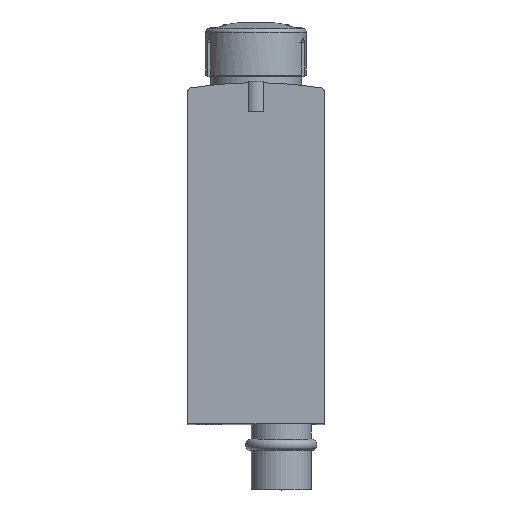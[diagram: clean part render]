
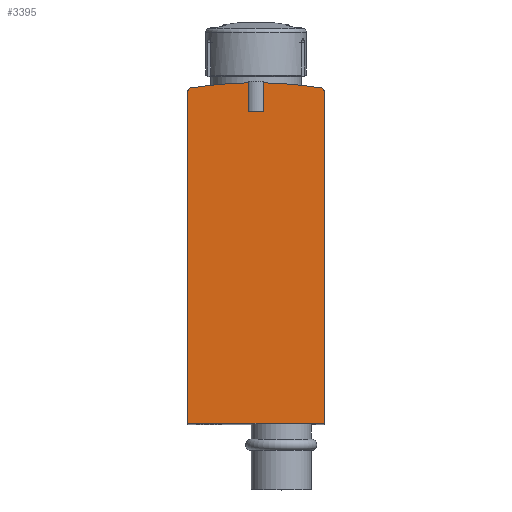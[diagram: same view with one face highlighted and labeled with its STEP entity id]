
A CAD part, top view. The second image highlights one B-rep face of the part: STEP entity #3395.
In plain terms, the highlighted planar face has unit normal (0, 0, 1).
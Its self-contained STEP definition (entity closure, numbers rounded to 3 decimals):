
#63=PLANE('',#3580);
#121=CIRCLE('',#3513,55.3);
#123=CIRCLE('',#3515,55.3);
#153=CIRCLE('',#3572,0.5);
#155=CIRCLE('',#3577,0.5);
#465=ORIENTED_EDGE('',*,*,#1115,.F.);
#466=ORIENTED_EDGE('',*,*,#1030,.T.);
#467=ORIENTED_EDGE('',*,*,#1105,.T.);
#468=ORIENTED_EDGE('',*,*,#1108,.T.);
#469=ORIENTED_EDGE('',*,*,#1075,.T.);
#470=ORIENTED_EDGE('',*,*,#1110,.T.);
#471=ORIENTED_EDGE('',*,*,#1113,.T.);
#472=ORIENTED_EDGE('',*,*,#1026,.T.);
#473=ORIENTED_EDGE('',*,*,#1116,.F.);
#474=ORIENTED_EDGE('',*,*,#1117,.T.);
#1026=EDGE_CURVE('',#1392,#1391,#121,.T.);
#1030=EDGE_CURVE('',#1389,#1395,#123,.T.);
#1075=EDGE_CURVE('',#1427,#1430,#1663,.T.);
#1105=EDGE_CURVE('',#1395,#1447,#153,.T.);
#1108=EDGE_CURVE('',#1447,#1427,#1681,.T.);
#1110=EDGE_CURVE('',#1430,#1449,#1683,.T.);
#1113=EDGE_CURVE('',#1449,#1392,#155,.T.);
#1115=EDGE_CURVE('',#1389,#1451,#1686,.T.);
#1116=EDGE_CURVE('',#1452,#1391,#1687,.T.);
#1117=EDGE_CURVE('',#1452,#1451,#1688,.T.);
#1389=VERTEX_POINT('',#4509);
#1391=VERTEX_POINT('',#4519);
#1392=VERTEX_POINT('',#4521);
#1395=VERTEX_POINT('',#4527);
#1427=VERTEX_POINT('',#4632);
#1430=VERTEX_POINT('',#4639);
#1447=VERTEX_POINT('',#4706);
#1449=VERTEX_POINT('',#4715);
#1451=VERTEX_POINT('',#4725);
#1452=VERTEX_POINT('',#4727);
#1663=LINE('',#4640,#1856);
#1681=LINE('',#4711,#1874);
#1683=LINE('',#4714,#1876);
#1686=LINE('',#4724,#1879);
#1687=LINE('',#4726,#1880);
#1688=LINE('',#4728,#1881);
#1856=VECTOR('',#3865,1000.);
#1874=VECTOR('',#3953,1000.);
#1876=VECTOR('',#3957,1000.);
#1879=VECTOR('',#3970,1000.);
#1880=VECTOR('',#3971,1000.);
#1881=VECTOR('',#3972,1000.);
#2060=EDGE_LOOP('',(#465,#466,#467,#468,#469,#470,#471,#472,#473,#474));
#2223=FACE_BOUND('',#2060,.T.);
#3395=ADVANCED_FACE('',(#2223),#63,.T.);
#3513=AXIS2_PLACEMENT_3D('',#4520,#3784,#3785);
#3515=AXIS2_PLACEMENT_3D('',#4528,#3790,#3791);
#3572=AXIS2_PLACEMENT_3D('',#4705,#3946,#3947);
#3577=AXIS2_PLACEMENT_3D('',#4720,#3962,#3963);
#3580=AXIS2_PLACEMENT_3D('',#4723,#3968,#3969);
#3784=DIRECTION('',(0.,0.,1.));
#3785=DIRECTION('',(1.,0.,0.));
#3790=DIRECTION('',(0.,0.,1.));
#3791=DIRECTION('',(1.,0.,0.));
#3865=DIRECTION('',(1.,0.,0.));
#3946=DIRECTION('',(0.,0.,1.));
#3947=DIRECTION('',(1.,0.,0.));
#3953=DIRECTION('',(0.,-1.,0.));
#3957=DIRECTION('',(0.,1.,0.));
#3962=DIRECTION('',(0.,0.,1.));
#3963=DIRECTION('',(1.,0.,0.));
#3968=DIRECTION('',(0.,0.,1.));
#3969=DIRECTION('',(1.,0.,0.));
#3970=DIRECTION('',(0.,-1.,0.));
#3971=DIRECTION('',(0.,1.,0.));
#3972=DIRECTION('',(-1.,0.,0.));
#4509=CARTESIAN_POINT('',(-1.,45.291,70.));
#4519=CARTESIAN_POINT('',(1.,45.291,70.));
#4520=CARTESIAN_POINT('',(0.,-10.,70.));
#4521=CARTESIAN_POINT('',(8.628,44.623,70.));
#4527=CARTESIAN_POINT('',(-8.628,44.623,70.));
#4528=CARTESIAN_POINT('',(0.,-10.,70.));
#4632=CARTESIAN_POINT('',(-9.05,0.,70.));
#4639=CARTESIAN_POINT('',(9.05,0.,70.));
#4640=CARTESIAN_POINT('',(-9.05,0.,70.));
#4705=CARTESIAN_POINT('',(-8.55,44.129,70.));
#4706=CARTESIAN_POINT('',(-9.05,44.129,70.));
#4711=CARTESIAN_POINT('',(-9.05,44.129,70.));
#4714=CARTESIAN_POINT('',(9.05,0.,70.));
#4715=CARTESIAN_POINT('',(9.05,44.129,70.));
#4720=CARTESIAN_POINT('',(8.55,44.129,70.));
#4723=CARTESIAN_POINT('',(-8.55,44.129,70.));
#4724=CARTESIAN_POINT('',(-1.,44.129,70.));
#4725=CARTESIAN_POINT('',(-1.,41.5,70.));
#4726=CARTESIAN_POINT('',(1.,44.129,70.));
#4727=CARTESIAN_POINT('',(1.,41.5,70.));
#4728=CARTESIAN_POINT('',(-8.55,41.5,70.));
